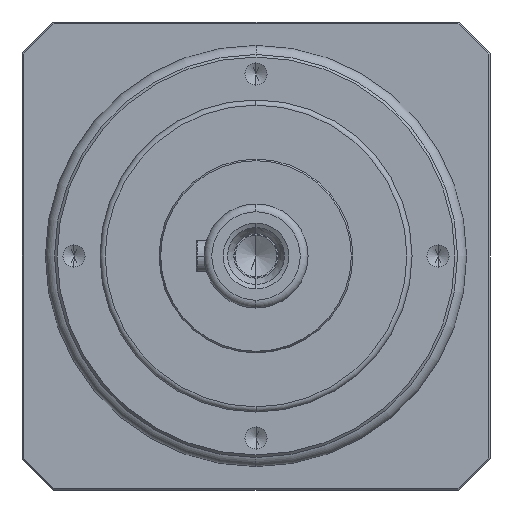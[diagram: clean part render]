
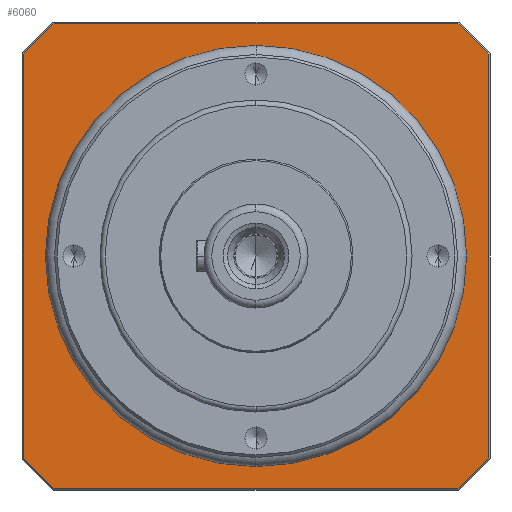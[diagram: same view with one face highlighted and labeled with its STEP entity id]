
A CAD part, left-side view. The second image highlights one B-rep face of the part: STEP entity #6060.
In plain terms, the highlighted planar face has unit normal (-1, 0, 0).
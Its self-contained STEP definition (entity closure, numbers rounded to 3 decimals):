
#185 = DIRECTION ( 'NONE',  ( 0., 1., 0. ) ) ;
#369 = VECTOR ( 'NONE', #1711, 1000. ) ;
#485 = PLANE ( 'NONE',  #7666 ) ;
#639 = AXIS2_PLACEMENT_3D ( 'NONE', #812, #6159, #185 ) ;
#654 = DIRECTION ( 'NONE',  ( -1., 0., 0. ) ) ;
#750 = ORIENTED_EDGE ( 'NONE', *, *, #950, .T. ) ;
#812 = CARTESIAN_POINT ( 'NONE',  ( -42.261, 15.672, 0. ) ) ;
#901 = VERTEX_POINT ( 'NONE', #1067 ) ;
#950 = EDGE_CURVE ( 'NONE', #4666, #1389, #4110, .T. ) ;
#989 = ORIENTED_EDGE ( 'NONE', *, *, #3026, .T. ) ;
#1065 = DIRECTION ( 'NONE',  ( 0., 1., 0. ) ) ;
#1067 = CARTESIAN_POINT ( 'NONE',  ( -42.261, -73.828, -77.666 ) ) ;
#1212 = EDGE_CURVE ( 'NONE', #2764, #2574, #6694, .T. ) ;
#1276 = EDGE_LOOP ( 'NONE', ( #6440, #3699, #750, #6569, #989, #3841, #5086, #5415 ) ) ;
#1298 = AXIS2_PLACEMENT_3D ( 'NONE', #2304, #5953, #4122 ) ;
#1389 = VERTEX_POINT ( 'NONE', #5524 ) ;
#1461 = DIRECTION ( 'NONE',  ( 1., 0., 0. ) ) ;
#1471 = EDGE_LOOP ( 'NONE', ( #2046, #4422 ) ) ;
#1524 = EDGE_CURVE ( 'NONE', #1389, #3986, #1813, .T. ) ;
#1525 = DIRECTION ( 'NONE',  ( 0., 1., 0. ) ) ;
#1633 = CARTESIAN_POINT ( 'NONE',  ( -42.261, -61.994, -89.5 ) ) ;
#1711 = DIRECTION ( 'NONE',  ( 0., 0., 1. ) ) ;
#1813 = CIRCLE ( 'NONE', #639, 118.5 ) ;
#1824 = DIRECTION ( 'NONE',  ( 0., 1., 0. ) ) ;
#1841 = CARTESIAN_POINT ( 'NONE',  ( -42.261, 15.672, 0. ) ) ;
#1930 = VERTEX_POINT ( 'NONE', #6012 ) ;
#2046 = ORIENTED_EDGE ( 'NONE', *, *, #4335, .T. ) ;
#2304 = CARTESIAN_POINT ( 'NONE',  ( -42.261, 15.672, 0. ) ) ;
#2368 = CARTESIAN_POINT ( 'NONE',  ( -42.261, 15.672, 0. ) ) ;
#2382 = VERTEX_POINT ( 'NONE', #6076 ) ;
#2397 = VERTEX_POINT ( 'NONE', #7006 ) ;
#2518 = CARTESIAN_POINT ( 'NONE',  ( -42.261, 105.172, 77.666 ) ) ;
#2574 = VERTEX_POINT ( 'NONE', #2861 ) ;
#2764 = VERTEX_POINT ( 'NONE', #6265 ) ;
#2829 = CIRCLE ( 'NONE', #1298, 63. ) ;
#2853 = EDGE_CURVE ( 'NONE', #901, #2397, #4842, .T. ) ;
#2861 = CARTESIAN_POINT ( 'NONE',  ( -42.261, 78.672, 0. ) ) ;
#2912 = AXIS2_PLACEMENT_3D ( 'NONE', #2368, #2976, #7317 ) ;
#2952 = DIRECTION ( 'NONE',  ( -1., 0., 0. ) ) ;
#2976 = DIRECTION ( 'NONE',  ( -1., 0., 0. ) ) ;
#2978 = CARTESIAN_POINT ( 'NONE',  ( -42.261, 93.338, -89.5 ) ) ;
#3026 = EDGE_CURVE ( 'NONE', #3986, #7650, #7347, .T. ) ;
#3369 = EDGE_CURVE ( 'NONE', #2397, #1930, #4290, .T. ) ;
#3499 = DIRECTION ( 'NONE',  ( 0., 1., 0. ) ) ;
#3623 = FACE_OUTER_BOUND ( 'NONE', #1276, .T. ) ;
#3699 = ORIENTED_EDGE ( 'NONE', *, *, #3871, .T. ) ;
#3836 = CARTESIAN_POINT ( 'NONE',  ( -42.261, 15.672, 0. ) ) ;
#3841 = ORIENTED_EDGE ( 'NONE', *, *, #6638, .T. ) ;
#3871 = EDGE_CURVE ( 'NONE', #2382, #4666, #6761, .T. ) ;
#3986 = VERTEX_POINT ( 'NONE', #2978 ) ;
#4110 = LINE ( 'NONE', #4258, #6391 ) ;
#4122 = DIRECTION ( 'NONE',  ( 0., 1., 0. ) ) ;
#4219 = CARTESIAN_POINT ( 'NONE',  ( -42.261, -62.18, -89.5 ) ) ;
#4227 = AXIS2_PLACEMENT_3D ( 'NONE', #5441, #7258, #1824 ) ;
#4258 = CARTESIAN_POINT ( 'NONE',  ( -42.261, 105.172, -77.852 ) ) ;
#4290 = CIRCLE ( 'NONE', #2912, 118.5 ) ;
#4335 = EDGE_CURVE ( 'NONE', #2574, #2764, #2829, .T. ) ;
#4422 = ORIENTED_EDGE ( 'NONE', *, *, #1212, .T. ) ;
#4666 = VERTEX_POINT ( 'NONE', #2518 ) ;
#4771 = DIRECTION ( 'NONE',  ( 0., -1., 0. ) ) ;
#4842 = LINE ( 'NONE', #6994, #369 ) ;
#4993 = DIRECTION ( 'NONE',  ( 0., 1., 0. ) ) ;
#5086 = ORIENTED_EDGE ( 'NONE', *, *, #2853, .T. ) ;
#5228 = CARTESIAN_POINT ( 'NONE',  ( -42.261, 15.672, 0. ) ) ;
#5415 = ORIENTED_EDGE ( 'NONE', *, *, #3369, .T. ) ;
#5441 = CARTESIAN_POINT ( 'NONE',  ( -42.261, 15.672, 0. ) ) ;
#5524 = CARTESIAN_POINT ( 'NONE',  ( -42.261, 105.172, -77.666 ) ) ;
#5816 = VECTOR ( 'NONE', #4771, 1000. ) ;
#5953 = DIRECTION ( 'NONE',  ( 1., 0., 0. ) ) ;
#6012 = CARTESIAN_POINT ( 'NONE',  ( -42.261, -61.994, 89.5 ) ) ;
#6060 = ADVANCED_FACE ( 'NONE', ( #3623, #7512 ), #485, .T. ) ;
#6076 = CARTESIAN_POINT ( 'NONE',  ( -42.261, 93.338, 89.5 ) ) ;
#6159 = DIRECTION ( 'NONE',  ( -1., 0., 0. ) ) ;
#6191 = VECTOR ( 'NONE', #1525, 1000. ) ;
#6265 = CARTESIAN_POINT ( 'NONE',  ( -42.261, -47.328, 0. ) ) ;
#6298 = AXIS2_PLACEMENT_3D ( 'NONE', #1841, #654, #1065 ) ;
#6391 = VECTOR ( 'NONE', #7813, 1000. ) ;
#6433 = CARTESIAN_POINT ( 'NONE',  ( -42.261, 93.525, 89.5 ) ) ;
#6440 = ORIENTED_EDGE ( 'NONE', *, *, #7136, .T. ) ;
#6569 = ORIENTED_EDGE ( 'NONE', *, *, #1524, .T. ) ;
#6638 = EDGE_CURVE ( 'NONE', #7650, #901, #6820, .T. ) ;
#6694 = CIRCLE ( 'NONE', #7054, 63. ) ;
#6761 = CIRCLE ( 'NONE', #4227, 118.5 ) ;
#6820 = CIRCLE ( 'NONE', #6298, 118.5 ) ;
#6994 = CARTESIAN_POINT ( 'NONE',  ( -42.261, -73.828, 77.852 ) ) ;
#7006 = CARTESIAN_POINT ( 'NONE',  ( -42.261, -73.828, 77.666 ) ) ;
#7054 = AXIS2_PLACEMENT_3D ( 'NONE', #3836, #1461, #4993 ) ;
#7136 = EDGE_CURVE ( 'NONE', #1930, #2382, #7808, .T. ) ;
#7258 = DIRECTION ( 'NONE',  ( -1., 0., 0. ) ) ;
#7317 = DIRECTION ( 'NONE',  ( 0., 1., 0. ) ) ;
#7347 = LINE ( 'NONE', #4219, #5816 ) ;
#7512 = FACE_BOUND ( 'NONE', #1471, .T. ) ;
#7650 = VERTEX_POINT ( 'NONE', #1633 ) ;
#7666 = AXIS2_PLACEMENT_3D ( 'NONE', #5228, #2952, #3499 ) ;
#7808 = LINE ( 'NONE', #6433, #6191 ) ;
#7813 = DIRECTION ( 'NONE',  ( 0., 0., -1. ) ) ;
